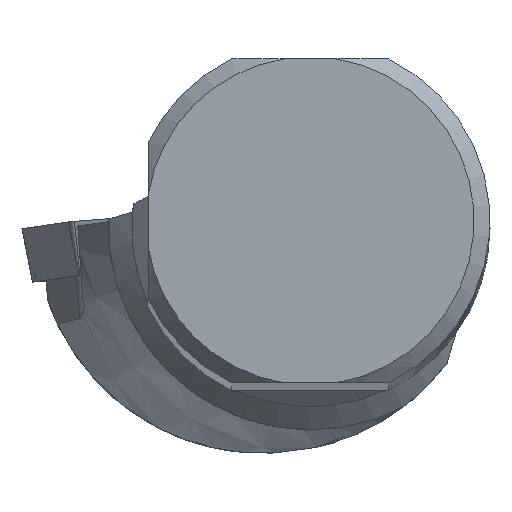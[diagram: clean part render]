
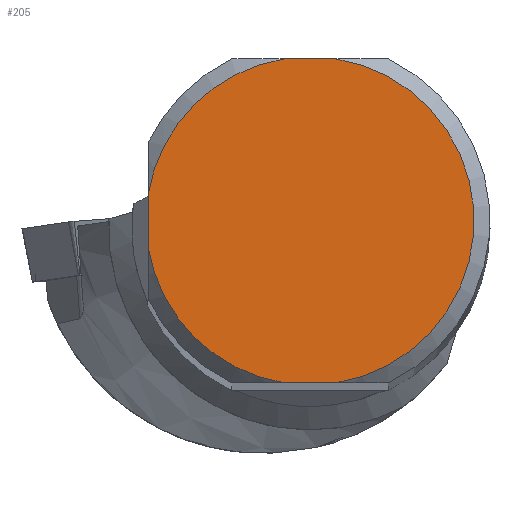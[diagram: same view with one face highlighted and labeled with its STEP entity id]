
A CAD part, top view. The second image highlights one B-rep face of the part: STEP entity #205.
In plain terms, the highlighted planar face has unit normal (0, 0, 1).
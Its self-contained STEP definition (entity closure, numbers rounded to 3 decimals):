
#156=FACE_OUTER_BOUND('',#416,.T.);
#205=ADVANCED_FACE('',(#156),#237,.T.);
#237=PLANE('',#1129);
#290=LINE('',#1853,#343);
#291=LINE('',#1854,#344);
#292=LINE('',#1858,#345);
#343=VECTOR('',#1350,1.);
#344=VECTOR('',#1351,1.);
#345=VECTOR('',#1354,1.);
#416=EDGE_LOOP('',(#607,#608,#609,#610,#611,#612));
#607=ORIENTED_EDGE('',*,*,#901,.F.);
#608=ORIENTED_EDGE('',*,*,#891,.T.);
#609=ORIENTED_EDGE('',*,*,#902,.F.);
#610=ORIENTED_EDGE('',*,*,#903,.T.);
#611=ORIENTED_EDGE('',*,*,#904,.F.);
#612=ORIENTED_EDGE('',*,*,#893,.T.);
#777=VERTEX_POINT('',#1814);
#779=VERTEX_POINT('',#1821);
#780=VERTEX_POINT('',#1828);
#781=VERTEX_POINT('',#1830);
#785=VERTEX_POINT('',#1855);
#786=VERTEX_POINT('',#1857);
#891=EDGE_CURVE('',#777,#779,#950,.T.);
#893=EDGE_CURVE('',#781,#780,#951,.T.);
#901=EDGE_CURVE('',#777,#780,#290,.T.);
#902=EDGE_CURVE('',#785,#779,#291,.T.);
#903=EDGE_CURVE('',#785,#786,#954,.T.);
#904=EDGE_CURVE('',#781,#786,#292,.T.);
#950=CIRCLE('',#1120,7.23);
#951=CIRCLE('',#1122,7.23);
#954=CIRCLE('',#1128,7.23);
#1120=AXIS2_PLACEMENT_3D('',#1822,#1332,#1333);
#1122=AXIS2_PLACEMENT_3D('',#1829,#1336,#1337);
#1128=AXIS2_PLACEMENT_3D('',#1856,#1352,#1353);
#1129=AXIS2_PLACEMENT_3D('',#1859,#1355,#1356);
#1332=DIRECTION('',(0.,0.,1.));
#1333=DIRECTION('',(1.,0.,0.));
#1336=DIRECTION('',(0.,0.,1.));
#1337=DIRECTION('',(1.,0.,0.));
#1350=DIRECTION('',(-1.,0.,0.));
#1351=DIRECTION('',(1.,0.,0.));
#1352=DIRECTION('',(0.,0.,1.));
#1353=DIRECTION('',(1.,0.,0.));
#1354=DIRECTION('',(0.,1.,0.));
#1355=DIRECTION('',(0.,0.,1.));
#1356=DIRECTION('',(1.,0.,0.));
#1814=CARTESIAN_POINT('',(1.137,-7.14,0.));
#1821=CARTESIAN_POINT('',(1.137,7.14,0.));
#1822=CARTESIAN_POINT('',(0.,0.,0.));
#1828=CARTESIAN_POINT('',(-1.137,-7.14,0.));
#1829=CARTESIAN_POINT('',(0.,0.,0.));
#1830=CARTESIAN_POINT('',(-7.13,-1.198,0.));
#1853=CARTESIAN_POINT('',(0.,-7.14,0.));
#1854=CARTESIAN_POINT('',(0.,7.14,0.));
#1855=CARTESIAN_POINT('',(-1.137,7.14,0.));
#1856=CARTESIAN_POINT('',(0.,0.,0.));
#1857=CARTESIAN_POINT('',(-7.13,1.198,0.));
#1858=CARTESIAN_POINT('',(-7.13,0.,0.));
#1859=CARTESIAN_POINT('',(0.,0.,
0.));
